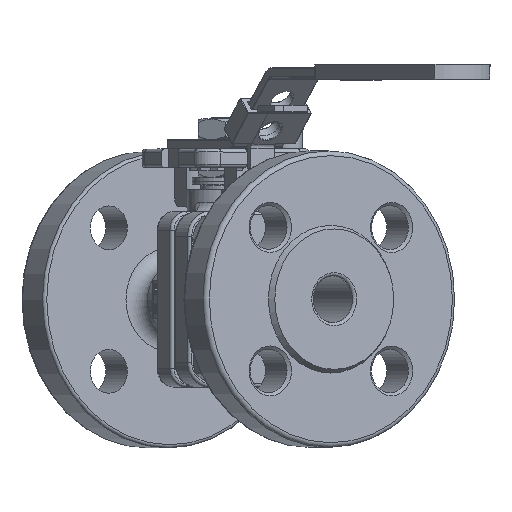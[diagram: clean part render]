
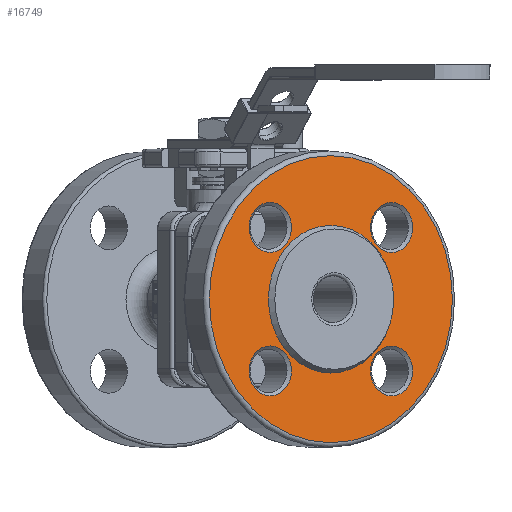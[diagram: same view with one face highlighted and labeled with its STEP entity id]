
A CAD part, top view. The second image highlights one B-rep face of the part: STEP entity #16749.
In plain terms, the highlighted planar face has unit normal (0.533, 0, 0.846).
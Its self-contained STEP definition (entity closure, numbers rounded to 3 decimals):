
#4204=ORIENTED_EDGE('',*,*,#8943,.T.);
#4205=ORIENTED_EDGE('',*,*,#8944,.T.);
#4206=ORIENTED_EDGE('',*,*,#8945,.T.);
#4207=ORIENTED_EDGE('',*,*,#8946,.T.);
#4208=ORIENTED_EDGE('',*,*,#8947,.T.);
#4209=ORIENTED_EDGE('',*,*,#8948,.F.);
#8943=EDGE_CURVE('',#11312,#11312,#12779,.T.);
#8944=EDGE_CURVE('',#11313,#11313,#12780,.T.);
#8945=EDGE_CURVE('',#11314,#11314,#12781,.T.);
#8946=EDGE_CURVE('',#11315,#11315,#12782,.T.);
#8947=EDGE_CURVE('',#11316,#11316,#12783,.T.);
#8948=EDGE_CURVE('',#11317,#11317,#12784,.T.);
#11312=VERTEX_POINT('',#28519);
#11313=VERTEX_POINT('',#28521);
#11314=VERTEX_POINT('',#28523);
#11315=VERTEX_POINT('',#28525);
#11316=VERTEX_POINT('',#28527);
#11317=VERTEX_POINT('',#28529);
#12779=CIRCLE('',#18180,8.);
#12780=CIRCLE('',#18181,8.);
#12781=CIRCLE('',#18182,8.);
#12782=CIRCLE('',#18183,8.);
#12783=CIRCLE('',#18184,23.655);
#12784=CIRCLE('',#18185,46.);
#13541=EDGE_LOOP('',(#4204));
#13542=EDGE_LOOP('',(#4205));
#13543=EDGE_LOOP('',(#4206));
#13544=EDGE_LOOP('',(#4207));
#13545=EDGE_LOOP('',(#4208));
#13546=EDGE_LOOP('',(#4209));
#14895=FACE_BOUND('',#13541,.T.);
#14896=FACE_BOUND('',#13542,.T.);
#14897=FACE_BOUND('',#13543,.T.);
#14898=FACE_BOUND('',#13544,.T.);
#14899=FACE_BOUND('',#13545,.T.);
#14900=FACE_BOUND('',#13546,.T.);
#16165=PLANE('',#18179);
#16749=ADVANCED_FACE('',(#14895,#14896,#14897,#14898,#14899,#14900),#16165,
 .T.);
#18179=AXIS2_PLACEMENT_3D('',#28517,#20357,#20358);
#18180=AXIS2_PLACEMENT_3D('',#28518,#20359,#20360);
#18181=AXIS2_PLACEMENT_3D('',#28520,#20361,#20362);
#18182=AXIS2_PLACEMENT_3D('',#28522,#20363,#20364);
#18183=AXIS2_PLACEMENT_3D('',#28524,#20365,#20366);
#18184=AXIS2_PLACEMENT_3D('',#28526,#20367,#20368);
#18185=AXIS2_PLACEMENT_3D('',#28528,#20369,#20370);
#20357=DIRECTION('',(0.533,0.,0.846));
#20358=DIRECTION('',(0.846,0.,-0.533));
#20359=DIRECTION('',(-0.533,0.,-0.846));
#20360=DIRECTION('',(0.846,0.,-0.533));
#20361=DIRECTION('',(-0.533,0.,-0.846));
#20362=DIRECTION('',(0.846,0.,-0.533));
#20363=DIRECTION('',(-0.533,0.,-0.846));
#20364=DIRECTION('',(0.846,0.,-0.533));
#20365=DIRECTION('',(-0.533,0.,-0.846));
#20366=DIRECTION('',(0.846,0.,-0.533));
#20367=DIRECTION('',(-0.533,0.,-0.846));
#20368=DIRECTION('',(-0.846,0.,0.533));
#20369=DIRECTION('',(-0.533,0.,-0.846));
#20370=DIRECTION('',(0.846,0.,-0.533));
#28517=CARTESIAN_POINT('',(103.518,-15.255,52.673));
#28518=CARTESIAN_POINT('',(84.07,-14.581,64.917));
#28519=CARTESIAN_POINT('',(90.84,-14.581,60.655));
#28520=CARTESIAN_POINT('',(122.966,-14.581,40.43));
#28521=CARTESIAN_POINT('',(129.736,-14.581,36.168));
#28522=CARTESIAN_POINT('',(122.966,31.381,40.43));
#28523=CARTESIAN_POINT('',(129.736,31.381,36.168));
#28524=CARTESIAN_POINT('',(84.07,31.381,64.917));
#28525=CARTESIAN_POINT('',(90.84,31.381,60.655));
#28526=CARTESIAN_POINT('',(103.518,8.4,52.673));
#28527=CARTESIAN_POINT('',(83.5,8.4,65.276));
#28528=CARTESIAN_POINT('',(103.518,8.4,52.673));
#28529=CARTESIAN_POINT('',(142.446,8.4,28.166));
